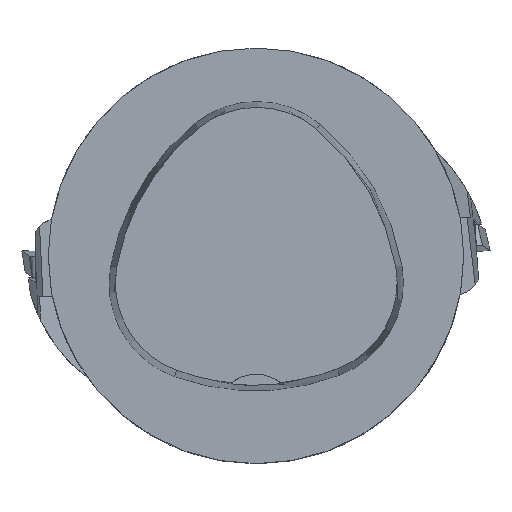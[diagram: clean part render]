
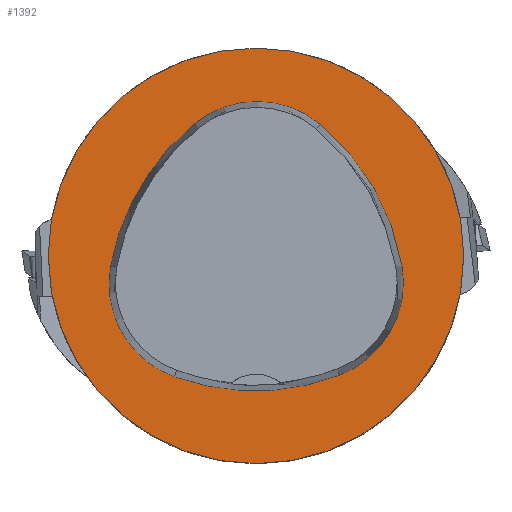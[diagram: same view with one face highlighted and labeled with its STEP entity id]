
A CAD part, top view. The second image highlights one B-rep face of the part: STEP entity #1392.
In plain terms, the highlighted planar face has unit normal (0, 0, 1).
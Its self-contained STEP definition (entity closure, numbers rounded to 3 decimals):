
#840=FACE_BOUND('',#2040,.T.);
#841=FACE_BOUND('',#2041,.T.);
#940=CIRCLE('',#5518,31.5);
#955=CIRCLE('',#5597,36.);
#957=CIRCLE('',#5600,15.);
#959=CIRCLE('',#5603,36.);
#961=CIRCLE('',#5606,15.);
#965=CIRCLE('',#5611,36.);
#967=CIRCLE('',#5614,15.);
#1392=ADVANCED_FACE('',(#840,#841),#1554,.T.);
#1554=PLANE('',#5619);
#2040=EDGE_LOOP('',(#3241,#3242,#3243,#3244,#3245,#3246));
#2041=EDGE_LOOP('',(#3247));
#3241=ORIENTED_EDGE('',*,*,#4323,.T.);
#3242=ORIENTED_EDGE('',*,*,#4303,.T.);
#3243=ORIENTED_EDGE('',*,*,#4307,.T.);
#3244=ORIENTED_EDGE('',*,*,#4310,.T.);
#3245=ORIENTED_EDGE('',*,*,#4313,.T.);
#3246=ORIENTED_EDGE('',*,*,#4321,.T.);
#3247=ORIENTED_EDGE('',*,*,#4148,.F.);
#3597=VERTEX_POINT('',#8110);
#3704=VERTEX_POINT('',#8800);
#3705=VERTEX_POINT('',#8801);
#3708=VERTEX_POINT('',#8809);
#3710=VERTEX_POINT('',#8815);
#3712=VERTEX_POINT('',#8821);
#3719=VERTEX_POINT('',#8842);
#4148=EDGE_CURVE('',#3597,#3597,#940,.T.);
#4303=EDGE_CURVE('',#3704,#3705,#955,.T.);
#4307=EDGE_CURVE('',#3705,#3708,#957,.T.);
#4310=EDGE_CURVE('',#3708,#3710,#959,.T.);
#4313=EDGE_CURVE('',#3710,#3712,#961,.T.);
#4321=EDGE_CURVE('',#3712,#3719,#965,.T.);
#4323=EDGE_CURVE('',#3719,#3704,#967,.T.);
#5518=AXIS2_PLACEMENT_3D('',#8109,#6427,#6428);
#5597=AXIS2_PLACEMENT_3D('',#8799,#6655,#6656);
#5600=AXIS2_PLACEMENT_3D('',#8808,#6663,#6664);
#5603=AXIS2_PLACEMENT_3D('',#8814,#6670,#6671);
#5606=AXIS2_PLACEMENT_3D('',#8820,#6677,#6678);
#5611=AXIS2_PLACEMENT_3D('',#8843,#6689,#6690);
#5614=AXIS2_PLACEMENT_3D('',#8846,#6695,#6696);
#5619=AXIS2_PLACEMENT_3D('',#8851,#6705,#6706);
#6427=DIRECTION('',(0.,0.,-1.));
#6428=DIRECTION('',(-1.,0.,0.));
#6655=DIRECTION('',(0.,0.,-1.));
#6656=DIRECTION('',(-1.,0.,0.));
#6663=DIRECTION('',(0.,0.,-1.));
#6664=DIRECTION('',(-1.,0.,0.));
#6670=DIRECTION('',(0.,0.,-1.));
#6671=DIRECTION('',(-1.,0.,0.));
#6677=DIRECTION('',(0.,0.,-1.));
#6678=DIRECTION('',(-1.,0.,0.));
#6689=DIRECTION('',(0.,0.,-1.));
#6690=DIRECTION('',(-1.,0.,0.));
#6695=DIRECTION('',(0.,0.,-1.));
#6696=DIRECTION('',(-1.,0.,0.));
#6705=DIRECTION('',(0.,0.,1.));
#6706=DIRECTION('',(1.,0.,0.));
#8109=CARTESIAN_POINT('',(0.,0.,0.));
#8110=CARTESIAN_POINT('',(-31.5,0.,0.));
#8799=CARTESIAN_POINT('',(13.398,-7.893,0.));
#8800=CARTESIAN_POINT('',(-22.041,-1.562,0.));
#8801=CARTESIAN_POINT('',(-9.317,20.036,0.));
#8808=CARTESIAN_POINT('',(0.148,8.399,0.));
#8809=CARTESIAN_POINT('',(9.779,19.898,0.));
#8814=CARTESIAN_POINT('',(-13.337,-7.7,0.));
#8815=CARTESIAN_POINT('',(22.122,-1.48,0.));
#8820=CARTESIAN_POINT('',(7.347,-4.071,0.));
#8821=CARTESIAN_POINT('',(12.693,-18.087,0.));
#8842=CARTESIAN_POINT('',(-12.373,-18.307,0.));
#8843=CARTESIAN_POINT('',(-0.137,15.55,0.));
#8846=CARTESIAN_POINT('',(-7.275,-4.2,0.));
#8851=CARTESIAN_POINT('',(0.,0.,0.));
